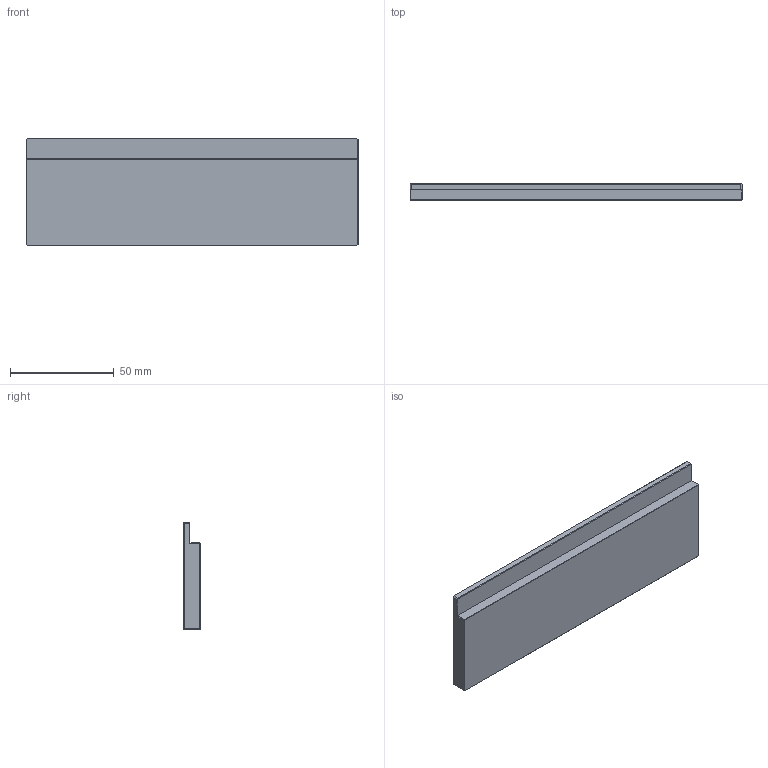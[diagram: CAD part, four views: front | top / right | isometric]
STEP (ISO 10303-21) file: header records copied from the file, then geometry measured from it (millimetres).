
FILE_DESCRIPTION( ( 'Unknown' ), '1' );
FILE_NAME( 'SU29-160S52.stp', 'Unknown', ( 'S.C.H' ), ( 'Unknown' ), 'XStep 1.0', 'Unknown', ' ' );
FILE_SCHEMA( ( 'CONFIG_CONTROL_DESIGN' ) );
Length unit declared in the file: millimetre
Products named in the file (1): 1
Bounding box: 160 x 8 x 52 mm (x, y, z)
Volume: 58537 mm3; surface area: 19805.5 mm2
Topology: 1 solids, 1 shells, 35 faces, 75 edges, 42 vertices
Faces by surface type: plane 35
Entity records: 941 total; most frequent: CARTESIAN_POINT 153, ORIENTED_EDGE 150, DIRECTION 147, EDGE_CURVE 75, LINE 75, VECTOR 75, VERTEX_POINT 42, AXIS2_PLACEMENT_3D 36
